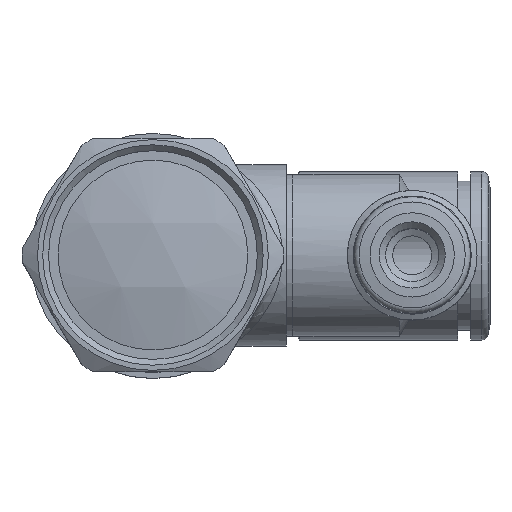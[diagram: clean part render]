
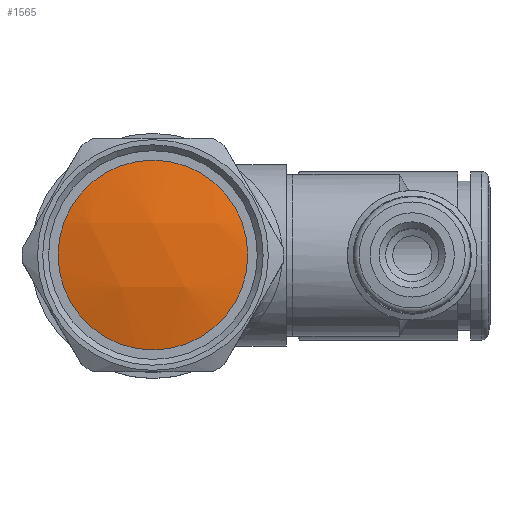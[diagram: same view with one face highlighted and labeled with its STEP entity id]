
A CAD part, top view. The second image highlights one B-rep face of the part: STEP entity #1565.
In plain terms, the highlighted spherical face has radius 26.8 mm.
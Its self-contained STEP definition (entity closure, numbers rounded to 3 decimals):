
#23=SPHERICAL_SURFACE('',#1761,26.8);
#340=FACE_OUTER_BOUND('',#491,.T.);
#491=EDGE_LOOP('',(#1266));
#715=CIRCLE('',#1760,7.319);
#858=VERTEX_POINT('',#3227);
#1030=EDGE_CURVE('',#858,#858,#715,.T.);
#1266=ORIENTED_EDGE('',*,*,#1030,.T.);
#1565=ADVANCED_FACE('',(#340),#23,.T.);
#1760=AXIS2_PLACEMENT_3D('',#3228,#2104,#2105);
#1761=AXIS2_PLACEMENT_3D('',#3229,#2106,#2107);
#2104=DIRECTION('center_axis',(0.,0.,1.));
#2105=DIRECTION('ref_axis',(1.,0.,0.));
#2106=DIRECTION('center_axis',(0.,-1.,0.));
#2107=DIRECTION('ref_axis',(1.,0.,0.));
#3227=CARTESIAN_POINT('',(45.092,-69.131,74.149));
#3228=CARTESIAN_POINT('Origin',(37.773,-69.131,74.149));
#3229=CARTESIAN_POINT('Origin',(37.773,-69.131,48.368));
